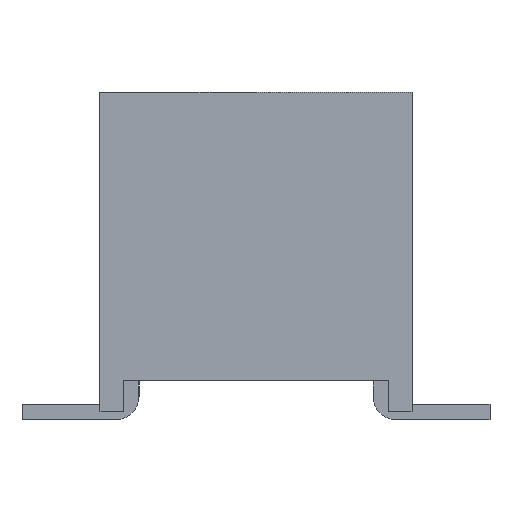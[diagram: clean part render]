
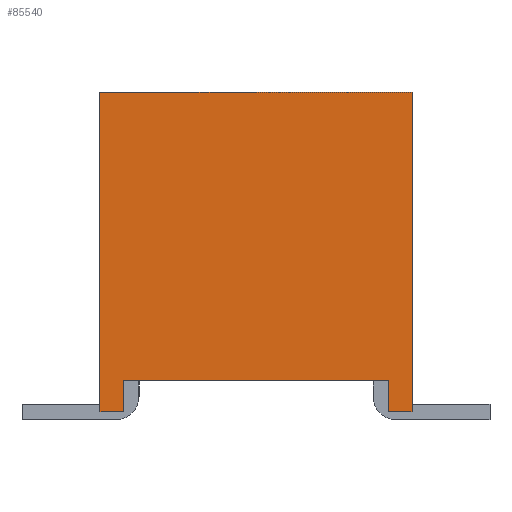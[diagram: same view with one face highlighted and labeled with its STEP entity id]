
A CAD part, left-side view. The second image highlights one B-rep face of the part: STEP entity #85540.
In plain terms, the highlighted planar face has unit normal (-1, 0, 0).
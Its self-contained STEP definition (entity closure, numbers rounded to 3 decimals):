
#6020=CARTESIAN_POINT('',(-4.4,2.187,4.1));
#6030=VERTEX_POINT('',#6020);
#6060=CARTESIAN_POINT('',(-4.4,2.187,0.));
#6070=DIRECTION('',(0.,0.,1.));
#6080=VECTOR('',#6070,1.);
#6090=LINE('',#6060,#6080);
#6100=CARTESIAN_POINT('',(-4.4,2.187,0.));
#6110=VERTEX_POINT('',#6100);
#6120=EDGE_CURVE('',#6110,#6030,#6090,.T.);
#46690=CARTESIAN_POINT('',(-4.4,-1.813,4.1));
#46700=VERTEX_POINT('',#46690);
#46730=CARTESIAN_POINT('',(-4.4,-1.813,4.1));
#46740=DIRECTION('',(0.,1.,0.));
#46750=VECTOR('',#46740,1.);
#46760=LINE('',#46730,#46750);
#46770=EDGE_CURVE('',#46700,#6030,#46760,.T.);
#50520=CARTESIAN_POINT('',(-4.4,-1.813,0.));
#50530=VERTEX_POINT('',#50520);
#50560=CARTESIAN_POINT('',(-4.4,-1.813,0.));
#50570=DIRECTION('',(0.,0.,1.));
#50580=VECTOR('',#50570,1.);
#50590=LINE('',#50560,#50580);
#50600=EDGE_CURVE('',#50530,#46700,#50590,.T.);
#60210=CARTESIAN_POINT('',(-4.4,1.887,0.4));
#60220=VERTEX_POINT('',#60210);
#60250=CARTESIAN_POINT('',(-4.4,0.,0.4));
#60260=DIRECTION('',(0.,1.,0.));
#60270=VECTOR('',#60260,1.);
#60280=LINE('',#60250,#60270);
#60290=CARTESIAN_POINT('',(-4.4,-1.513,0.4));
#60300=VERTEX_POINT('',#60290);
#60310=EDGE_CURVE('',#60300,#60220,#60280,.T.);
#80910=CARTESIAN_POINT('',(-4.4,-1.513,0.));
#80920=DIRECTION('',(0.,0.,-1.));
#80930=VECTOR('',#80920,1.);
#80940=LINE('',#80910,#80930);
#80950=CARTESIAN_POINT('',(-4.4,-1.513,0.));
#80960=VERTEX_POINT('',#80950);
#80970=EDGE_CURVE('',#60300,#80960,#80940,.T.);
#81580=CARTESIAN_POINT('',(-4.4,2.187,0.));
#81590=DIRECTION('',(0.,-1.,0.));
#81600=VECTOR('',#81590,1.);
#81610=LINE('',#81580,#81600);
#81620=EDGE_CURVE('',#80960,#50530,#81610,.T.);
#84470=CARTESIAN_POINT('',(-4.4,1.887,0.));
#84480=VERTEX_POINT('',#84470);
#84510=CARTESIAN_POINT('',(-4.4,1.887,0.));
#84520=DIRECTION('',(0.,0.,-1.));
#84530=VECTOR('',#84520,1.);
#84540=LINE('',#84510,#84530);
#84550=EDGE_CURVE('',#60220,#84480,#84540,.T.);
#85280=CARTESIAN_POINT('',(-4.4,-1.813,0.));
#85290=DIRECTION('',(0.,1.,0.));
#85300=VECTOR('',#85290,1.);
#85310=LINE('',#85280,#85300);
#85320=EDGE_CURVE('',#84480,#6110,#85310,.T.);
#85390=CARTESIAN_POINT('',(-4.4,-1.813,0.));
#85400=DIRECTION('',(-1.,0.,0.));
#85410=DIRECTION('',(0.,1.,0.));
#85420=AXIS2_PLACEMENT_3D('',#85390,#85400,#85410);
#85430=PLANE('',#85420);
#85440=ORIENTED_EDGE('',*,*,#6120,.F.);
#85450=ORIENTED_EDGE('',*,*,#46770,.T.);
#85460=ORIENTED_EDGE('',*,*,#50600,.T.);
#85470=ORIENTED_EDGE('',*,*,#81620,.T.);
#85480=ORIENTED_EDGE('',*,*,#80970,.T.);
#85490=ORIENTED_EDGE('',*,*,#60310,.F.);
#85500=ORIENTED_EDGE('',*,*,#84550,.F.);
#85510=ORIENTED_EDGE('',*,*,#85320,.F.);
#85520=EDGE_LOOP('',(#85510,#85500,#85490,#85480,#85470,#85460,#85450,
#85440));
#85530=FACE_OUTER_BOUND('',#85520,.T.);
#85540=ADVANCED_FACE('',(#85530),#85430,.T.);
